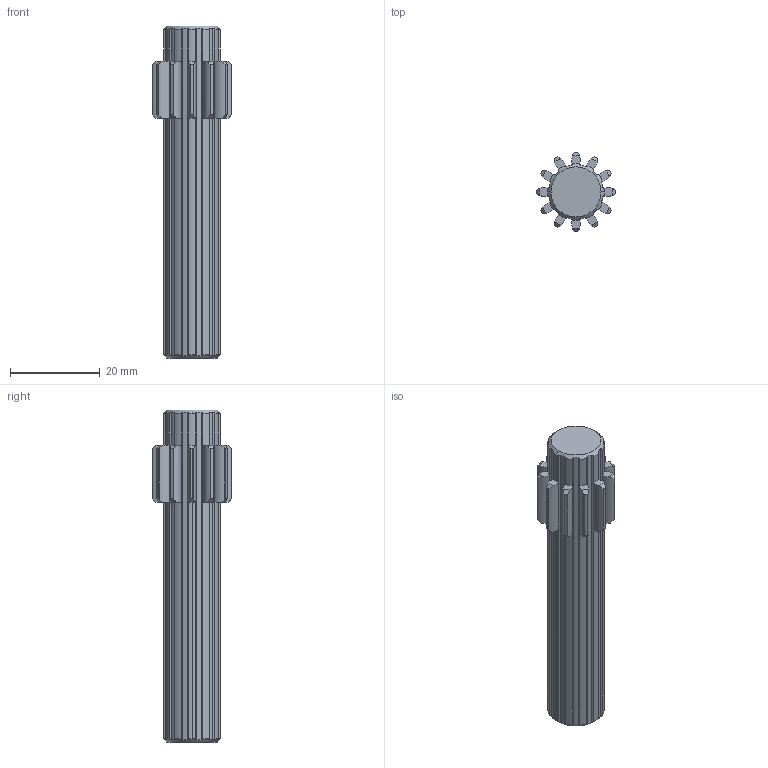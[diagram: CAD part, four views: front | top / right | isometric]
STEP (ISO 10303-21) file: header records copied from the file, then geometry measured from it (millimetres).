
FILE_DESCRIPTION (( 'STEP AP203' ), '1' );
FILE_NAME ('am-4145 12T Falcon 500 S&S Shaft Gear.STEP', '2019-10-21T15:18:50', ( '' ), ( '' ), 'SwSTEP 2.0', 'SolidWorks 2019', '' );
FILE_SCHEMA (( 'CONFIG_CONTROL_DESIGN' ));
Length unit declared in the file: inch
Products named in the file (1): am-4145 12T Falcon 500 S&S Shaft Gear
Bounding box: 17.78 x 17.78 x 73.91 mm (x, y, z)
Volume: 9028.6 mm3; surface area: 4591.3 mm2
Topology: 1 solids, 1 shells, 197 faces, 578 edges, 383 vertices
Faces by surface type: cylinder 126, cone 30, plane 27, bspline 14
Entity records: 8783 total; most frequent: CARTESIAN_POINT 3531, ORIENTED_EDGE 1152, DIRECTION 1070, EDGE_CURVE 576, AXIS2_PLACEMENT_3D 450, VERTEX_POINT 383, CIRCLE 266, EDGE_LOOP 199
